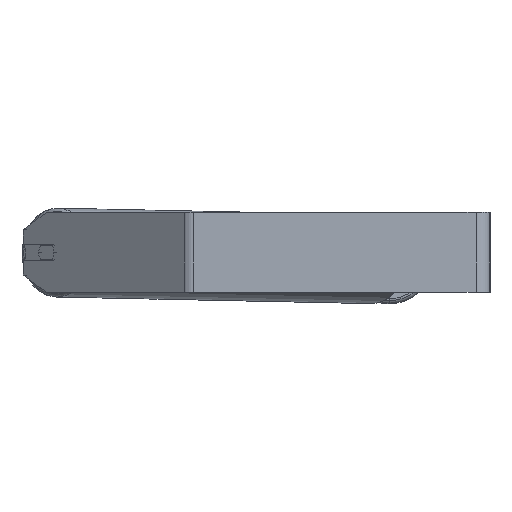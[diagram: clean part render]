
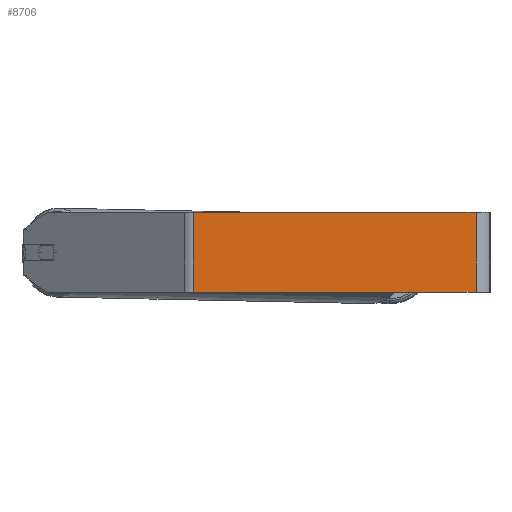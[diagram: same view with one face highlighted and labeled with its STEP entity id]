
A CAD part, left-side view. The second image highlights one B-rep face of the part: STEP entity #8706.
In plain terms, the highlighted planar face has unit normal (-1, 0, 0).
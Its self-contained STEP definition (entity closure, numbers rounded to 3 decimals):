
#267 = VECTOR ( 'NONE', #6116, 1000. ) ;
#464 = FACE_OUTER_BOUND ( 'NONE', #5818, .T. ) ;
#655 = LINE ( 'NONE', #8125, #6473 ) ;
#1107 = ORIENTED_EDGE ( 'NONE', *, *, #2652, .T. ) ;
#1134 = CARTESIAN_POINT ( 'NONE',  ( -800., 14., -40. ) ) ;
#1144 = DIRECTION ( 'NONE',  ( 0., 0., -1. ) ) ;
#1420 = EDGE_CURVE ( 'NONE', #6369, #1786, #4642, .T. ) ;
#1603 = DIRECTION ( 'NONE',  ( 0., 0., -1. ) ) ;
#1786 = VERTEX_POINT ( 'NONE', #3261 ) ;
#2068 = ORIENTED_EDGE ( 'NONE', *, *, #1420, .T. ) ;
#2135 = CARTESIAN_POINT ( 'NONE',  ( -800., 14., 40. ) ) ;
#2652 = EDGE_CURVE ( 'NONE', #1786, #2810, #655, .T. ) ;
#2748 = LINE ( 'NONE', #2135, #267 ) ;
#2810 = VERTEX_POINT ( 'NONE', #1134 ) ;
#2991 = LINE ( 'NONE', #7088, #3392 ) ;
#3261 = CARTESIAN_POINT ( 'NONE',  ( -800., 296.93, -40. ) ) ;
#3392 = VECTOR ( 'NONE', #8513, 1000. ) ;
#4309 = CARTESIAN_POINT ( 'NONE',  ( -800., 296.93, 40. ) ) ;
#4406 = AXIS2_PLACEMENT_3D ( 'NONE', #7672, #7802, #1603 ) ;
#4642 = LINE ( 'NONE', #5803, #6863 ) ;
#5566 = EDGE_CURVE ( 'NONE', #6153, #2810, #2748, .T. ) ;
#5803 = CARTESIAN_POINT ( 'NONE',  ( -800., 296.93, 40. ) ) ;
#5818 = EDGE_LOOP ( 'NONE', ( #1107, #6447, #6756, #2068 ) ) ;
#6031 = EDGE_CURVE ( 'NONE', #6369, #6153, #2991, .T. ) ;
#6116 = DIRECTION ( 'NONE',  ( 0., 0., -1. ) ) ;
#6153 = VERTEX_POINT ( 'NONE', #8066 ) ;
#6369 = VERTEX_POINT ( 'NONE', #4309 ) ;
#6447 = ORIENTED_EDGE ( 'NONE', *, *, #5566, .F. ) ;
#6473 = VECTOR ( 'NONE', #7457, 1000. ) ;
#6756 = ORIENTED_EDGE ( 'NONE', *, *, #6031, .F. ) ;
#6863 = VECTOR ( 'NONE', #1144, 1000. ) ;
#7088 = CARTESIAN_POINT ( 'NONE',  ( -800., 302.026, 40. ) ) ;
#7457 = DIRECTION ( 'NONE',  ( 0., -1., 0. ) ) ;
#7672 = CARTESIAN_POINT ( 'NONE',  ( -800., 302.026, 40. ) ) ;
#7761 = PLANE ( 'NONE',  #4406 ) ;
#7802 = DIRECTION ( 'NONE',  ( 1., 0., 0. ) ) ;
#8066 = CARTESIAN_POINT ( 'NONE',  ( -800., 14., 40. ) ) ;
#8125 = CARTESIAN_POINT ( 'NONE',  ( -800., 302.026, -40. ) ) ;
#8513 = DIRECTION ( 'NONE',  ( 0., -1., 0. ) ) ;
#8706 = ADVANCED_FACE ( 'NONE', ( #464 ), #7761, .F. ) ;
